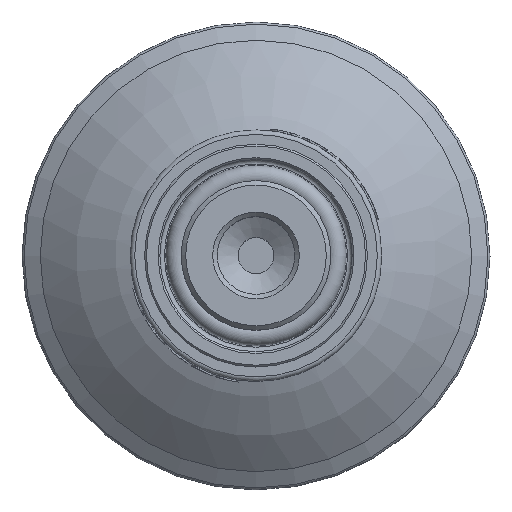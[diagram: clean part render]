
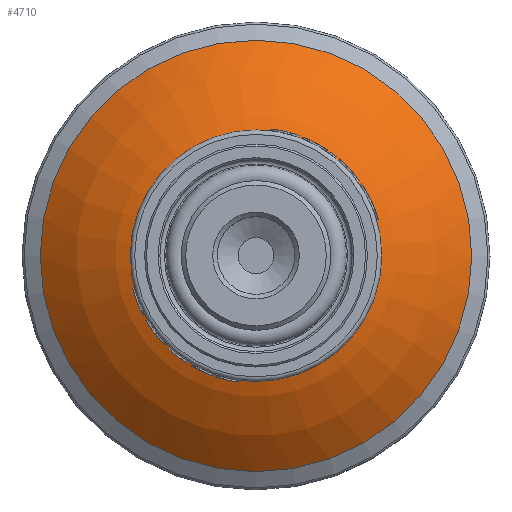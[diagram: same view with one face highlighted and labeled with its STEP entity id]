
A CAD part, top view. The second image highlights one B-rep face of the part: STEP entity #4710.
In plain terms, the highlighted toroidal (fillet/blend) face has major radius 0.02 mm and minor radius 35 mm.
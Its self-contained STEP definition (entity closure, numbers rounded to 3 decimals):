
#67=DEGENERATE_TOROIDAL_SURFACE('',#4982,0.02,35.,.F.);
#885=ORIENTED_EDGE('',*,*,#1864,.F.);
#886=ORIENTED_EDGE('',*,*,#1865,.T.);
#1864=EDGE_CURVE('',#2365,#2365,#2590,.T.);
#1865=EDGE_CURVE('',#2366,#2366,#2591,.T.);
#2365=VERTEX_POINT('',#6528);
#2366=VERTEX_POINT('',#6530);
#2590=CIRCLE('',#4983,24.018);
#2591=CIRCLE('',#4984,10.913);
#2684=EDGE_LOOP('',(#885));
#2685=EDGE_LOOP('',(#886));
#2948=FACE_BOUND('',#2684,.T.);
#2949=FACE_BOUND('',#2685,.T.);
#4710=ADVANCED_FACE('',(#2948,#2949),#67,.F.);
#4982=AXIS2_PLACEMENT_3D('',#6526,#5350,#5351);
#4983=AXIS2_PLACEMENT_3D('',#6527,#5352,#5353);
#4984=AXIS2_PLACEMENT_3D('',#6529,#5354,#5355);
#5350=DIRECTION('',(0.,0.,-1.));
#5351=DIRECTION('',(0.765,-0.644,0.));
#5352=DIRECTION('',(0.,0.,-1.));
#5353=DIRECTION('',(0.765,-0.644,0.));
#5354=DIRECTION('',(0.,0.,-1.));
#5355=DIRECTION('',(0.765,-0.644,0.));
#6526=CARTESIAN_POINT('',(0.,0.,-23.359));
#6527=CARTESIAN_POINT('',(0.,0.,2.081));
#6528=CARTESIAN_POINT('',(18.378,-15.463,2.081));
#6529=CARTESIAN_POINT('',(0.,0.,9.89));
#6530=CARTESIAN_POINT('',(8.35,-7.026,9.89));
